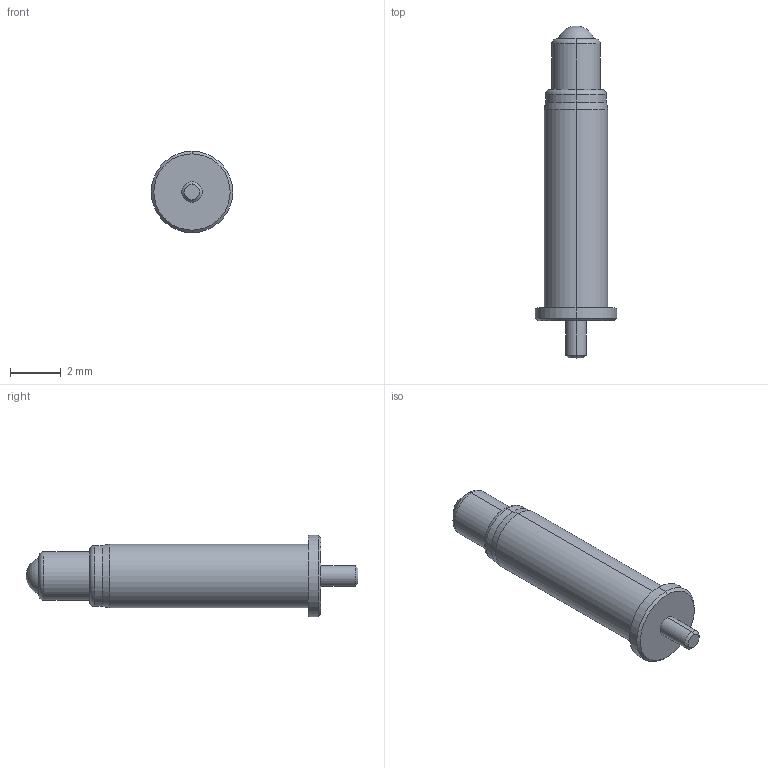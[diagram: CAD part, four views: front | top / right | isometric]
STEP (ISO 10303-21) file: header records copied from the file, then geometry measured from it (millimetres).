
FILE_DESCRIPTION (( 'STEP AP214' ), '1' );
FILE_NAME ('UEBK-13662_step.STEP', '2023-10-13T05:17:43', ( '' ), ( '' ), 'SwSTEP 2.0', 'SolidWorks 2022', '' );
FILE_SCHEMA (( 'AUTOMOTIVE_DESIGN' ));
Length unit declared in the file: millimetre
Products named in the file (1): UEBK-13662_step
Bounding box: 3.2 x 13.07 x 3.2 mm (x, y, z)
Volume: 52.7 mm3; surface area: 102.6 mm2
Topology: 1 solids, 1 shells, 26 faces, 53 edges, 32 vertices
Faces by surface type: cylinder 10, cone 6, plane 5, torus 4, sphere 1
Entity records: 713 total; most frequent: DIRECTION 138, CARTESIAN_POINT 107, ORIENTED_EDGE 100, AXIS2_PLACEMENT_3D 61, EDGE_CURVE 50, CIRCLE 34, VERTEX_POINT 30, EDGE_LOOP 30
